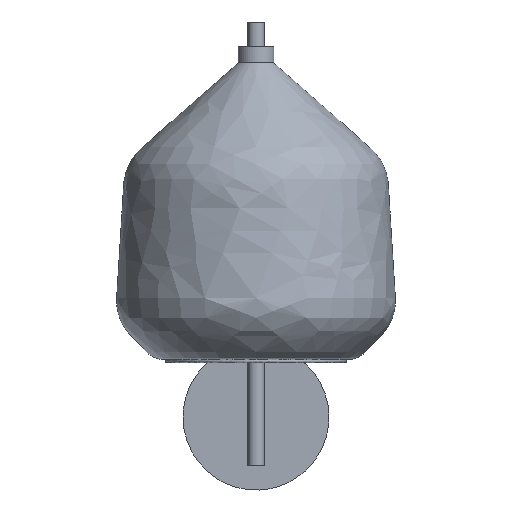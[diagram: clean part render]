
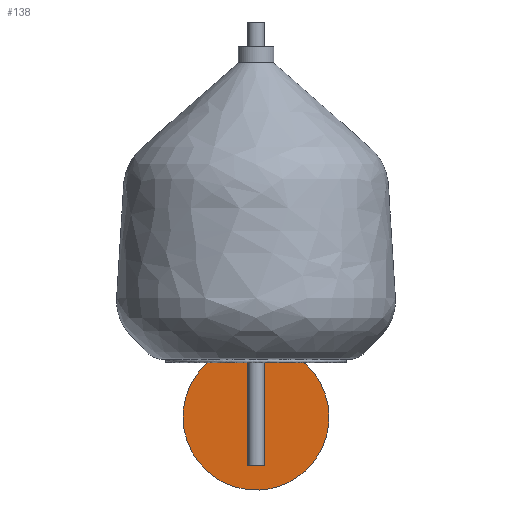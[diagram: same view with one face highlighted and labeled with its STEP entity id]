
A CAD part, front view. The second image highlights one B-rep face of the part: STEP entity #138.
In plain terms, the highlighted planar face has unit normal (0, -1, 0).
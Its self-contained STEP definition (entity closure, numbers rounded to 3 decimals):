
#23=PLANE('',#676);
#138=ADVANCED_FACE('',(#181),#23,.T.);
#181=FACE_OUTER_BOUND('',#224,.T.);
#224=EDGE_LOOP('',(#380,#381));
#380=ORIENTED_EDGE('',*,*,#470,.T.);
#381=ORIENTED_EDGE('',*,*,#473,.T.);
#470=EDGE_CURVE('',#611,#613,#558,.T.);
#473=EDGE_CURVE('',#613,#611,#561,.T.);
#558=(
BOUNDED_CURVE()
B_SPLINE_CURVE(2,(#2029,#2030,#2031,#2032,#2033),.UNSPECIFIED.,.F.,.F.)
B_SPLINE_CURVE_WITH_KNOTS((3,2,3),(0.,70.686,141.372),
 .UNSPECIFIED.)
CURVE()
GEOMETRIC_REPRESENTATION_ITEM()
RATIONAL_B_SPLINE_CURVE((1.,0.707,1.,0.707,1.))
REPRESENTATION_ITEM('')
);
#561=(
BOUNDED_CURVE()
B_SPLINE_CURVE(2,(#2041,#2042,#2043,#2044,#2045),.UNSPECIFIED.,.F.,.F.)
B_SPLINE_CURVE_WITH_KNOTS((3,2,3),(141.372,212.058,282.743),
 .UNSPECIFIED.)
CURVE()
GEOMETRIC_REPRESENTATION_ITEM()
RATIONAL_B_SPLINE_CURVE((1.,0.707,1.,0.707,1.))
REPRESENTATION_ITEM('')
);
#611=VERTEX_POINT('',#2019);
#613=VERTEX_POINT('',#2021);
#676=AXIS2_PLACEMENT_3D('',#2007,#685,$);
#685=DIRECTION('',(0.,-1.,0.));
#2007=CARTESIAN_POINT('',(-1890.229,105.,73.196));
#2019=CARTESIAN_POINT('',(-1788.979,105.,129.446));
#2021=CARTESIAN_POINT('',(-1878.979,105.,129.446));
#2029=CARTESIAN_POINT('',(-1788.979,105.,129.446));
#2030=CARTESIAN_POINT('',(-1788.979,105.,174.446));
#2031=CARTESIAN_POINT('',(-1833.979,105.,174.446));
#2032=CARTESIAN_POINT('',(-1878.979,105.,174.446));
#2033=CARTESIAN_POINT('',(-1878.979,105.,129.446));
#2041=CARTESIAN_POINT('',(-1878.979,105.,129.446));
#2042=CARTESIAN_POINT('',(-1878.979,105.,84.446));
#2043=CARTESIAN_POINT('',(-1833.979,105.,84.446));
#2044=CARTESIAN_POINT('',(-1788.979,105.,84.446));
#2045=CARTESIAN_POINT('',(-1788.979,105.,129.446));
